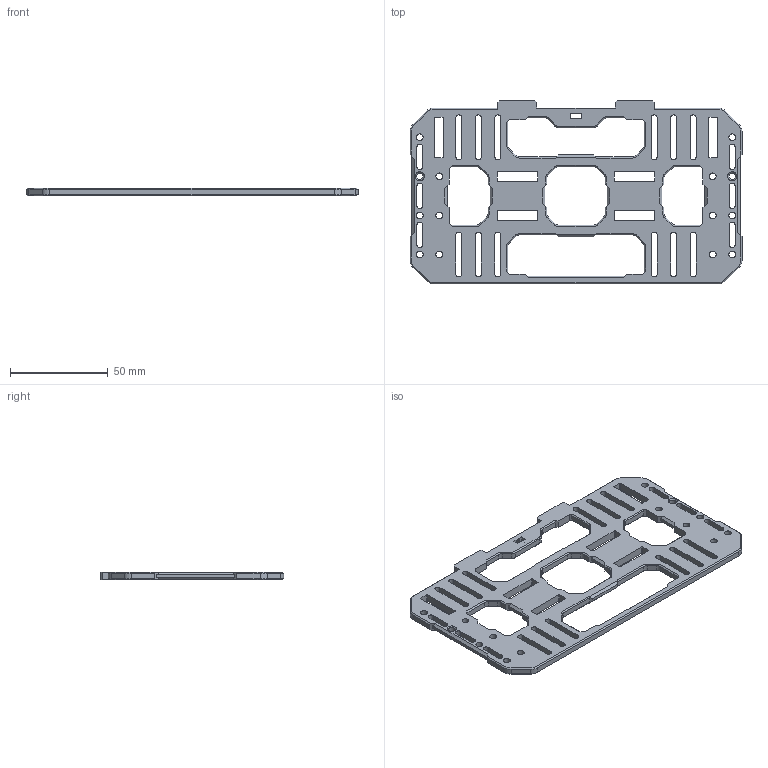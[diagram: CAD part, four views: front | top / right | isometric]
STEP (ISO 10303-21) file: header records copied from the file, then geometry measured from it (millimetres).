
FILE_DESCRIPTION(('STEP AP242'), '1');
FILE_NAME('Çàäíÿÿ-Ñòåíêà-v2', '', ('UNSPECIFIED'), ('UNSPECIFIED'), 'C3D Converter', 'C3D Toolkit', '');
FILE_SCHEMA(('AP242_MANAGED_MODEL_BASED_3D_ENGINEERING_MIM_LF { 1 0 10303 442 1 1 4 }'));
Length unit declared in the file: millimetre
Assembly tree (4 placements, depth 2):
  (unnamed)
    (unnamed)
    (unnamed)  x3
Bounding box: 170 x 94 x 4 mm (x, y, z)
Volume: 34274.6 mm3; surface area: 26247.7 mm2
Topology: 1 solids, 1 shells, 495 faces, 1334 edges, 840 vertices
Faces by surface type: plane 307, cylinder 112, cone 76
Full cylindrical faces by diameter (mm): 3.5 x14
Entity records: 15570 total; most frequent: CARTESIAN_POINT 2662, ORIENTED_EDGE 2632, DIRECTION 2614, EDGE_CURVE 1316, LINE 1014, VECTOR 1014, VERTEX_POINT 840, AXIS2_PLACEMENT_3D 800
